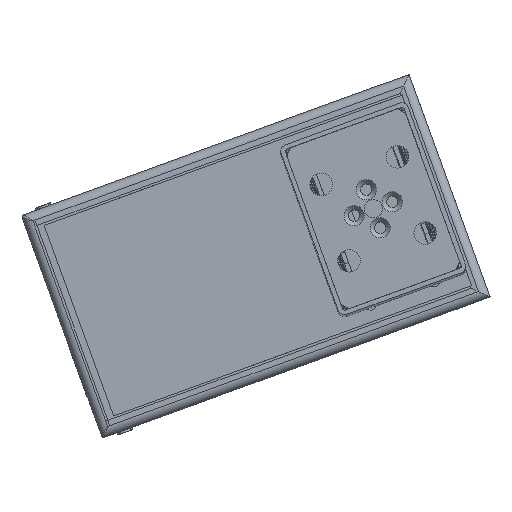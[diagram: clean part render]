
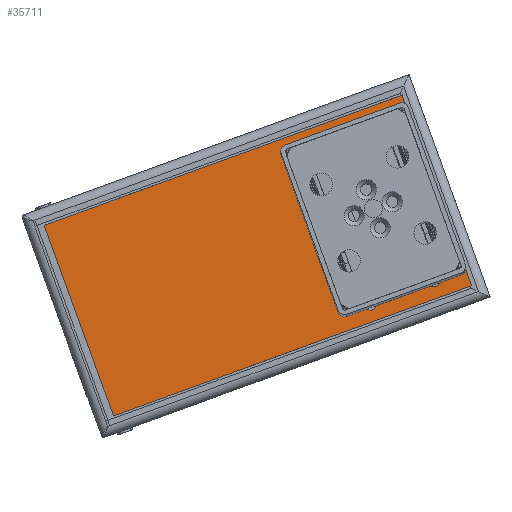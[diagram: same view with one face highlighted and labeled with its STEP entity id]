
A CAD part, top view. The second image highlights one B-rep face of the part: STEP entity #35711.
In plain terms, the highlighted face is planar.
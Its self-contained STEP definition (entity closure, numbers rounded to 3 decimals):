
#1924 = ORIENTED_EDGE ( 'NONE', *, *, #43432, .F. ) ;
#1926 = ORIENTED_EDGE ( 'NONE', *, *, #43465, .F. ) ;
#1928 = ORIENTED_EDGE ( 'NONE', *, *, #42121, .T. ) ;
#1929 = ORIENTED_EDGE ( 'NONE', *, *, #42123, .T. ) ;
#1930 = ORIENTED_EDGE ( 'NONE', *, *, #42119, .T. ) ;
#1931 = ORIENTED_EDGE ( 'NONE', *, *, #42122, .T. ) ;
#1932 = ORIENTED_EDGE ( 'NONE', *, *, #42117, .T. ) ;
#1933 = ORIENTED_EDGE ( 'NONE', *, *, #42118, .T. ) ;
#1934 = ORIENTED_EDGE ( 'NONE', *, *, #42115, .T. ) ;
#1935 = ORIENTED_EDGE ( 'NONE', *, *, #42120, .T. ) ;
#2004 = ORIENTED_EDGE ( 'NONE', *, *, #43464, .F. ) ;
#2006 = ORIENTED_EDGE ( 'NONE', *, *, #43418, .F. ) ;
#2007 = ORIENTED_EDGE ( 'NONE', *, *, #43467, .F. ) ;
#2009 = ORIENTED_EDGE ( 'NONE', *, *, #43446, .F. ) ;
#2010 = ORIENTED_EDGE ( 'NONE', *, *, #43463, .F. ) ;
#2011 = ORIENTED_EDGE ( 'NONE', *, *, #43460, .F. ) ;
#5041 = CARTESIAN_POINT ( 'NONE',  ( 139., 7., -45. ) ) ;
#5049 = PLANE ( 'NONE',  #36704 ) ;
#5058 = DIRECTION ( 'NONE',  ( 0., -1., 0. ) ) ;
#5059 = DIRECTION ( 'NONE',  ( 0., 0., -1. ) ) ;
#5889 = FACE_BOUND ( 'NONE', #37900, .T. ) ;
#5891 = FACE_BOUND ( 'NONE', #37869, .T. ) ;
#5893 = FACE_OUTER_BOUND ( 'NONE', #37866, .T. ) ;
#5894 = FACE_BOUND ( 'NONE', #37865, .T. ) ;
#5896 = FACE_BOUND ( 'NONE', #37868, .T. ) ;
#5898 = FACE_BOUND ( 'NONE', #37867, .T. ) ;
#12121 = CARTESIAN_POINT ( 'NONE',  ( 15., 7., -37.5 ) ) ;
#12124 = CARTESIAN_POINT ( 'NONE',  ( -15., 7., 37.5 ) ) ;
#12127 = DIRECTION ( 'NONE',  ( 0., -1., 0. ) ) ;
#12129 = DIRECTION ( 'NONE',  ( 0., 0., -1. ) ) ;
#12132 = CARTESIAN_POINT ( 'NONE',  ( 15., 7., 37.5 ) ) ;
#12140 = CARTESIAN_POINT ( 'NONE',  ( -15., 7., -37.5 ) ) ;
#12145 = DIRECTION ( 'NONE',  ( 0., -1., 0. ) ) ;
#12148 = DIRECTION ( 'NONE',  ( 0., 0., -1. ) ) ;
#12154 = DIRECTION ( 'NONE',  ( 0., -1., 0. ) ) ;
#12157 = DIRECTION ( 'NONE',  ( 0., 0., -1. ) ) ;
#12162 = CARTESIAN_POINT ( 'NONE',  ( -30., 7., -45. ) ) ;
#12164 = DIRECTION ( 'NONE',  ( 0., 0., 1. ) ) ;
#12171 = DIRECTION ( 'NONE',  ( 0., -1., 0. ) ) ;
#12174 = DIRECTION ( 'NONE',  ( 0., 0., -1. ) ) ;
#12178 = CARTESIAN_POINT ( 'NONE',  ( 139., 7., -45. ) ) ;
#12181 = DIRECTION ( 'NONE',  ( 0., 0., -1. ) ) ;
#12187 = CARTESIAN_POINT ( 'NONE',  ( -30., 7., -45. ) ) ;
#12190 = DIRECTION ( 'NONE',  ( -1., 0., 0. ) ) ;
#12194 = CARTESIAN_POINT ( 'NONE',  ( -30., 7., 45. ) ) ;
#12197 = DIRECTION ( 'NONE',  ( 1., 0., 0. ) ) ;
#14276 = AXIS2_PLACEMENT_3D ( 'NONE', #12121, #12127, #12129 ) ;
#14278 = AXIS2_PLACEMENT_3D ( 'NONE', #12140, #12171, #12174 ) ;
#14284 = AXIS2_PLACEMENT_3D ( 'NONE', #12124, #12145, #12148 ) ;
#14286 = AXIS2_PLACEMENT_3D ( 'NONE', #12132, #12154, #12157 ) ;
#15057 = AXIS2_PLACEMENT_3D ( 'NONE', #26226, #26227, #26228 ) ;
#15059 = AXIS2_PLACEMENT_3D ( 'NONE', #26214, #26221, #26222 ) ;
#15062 = AXIS2_PLACEMENT_3D ( 'NONE', #26223, #26224, #26225 ) ;
#15068 = AXIS2_PLACEMENT_3D ( 'NONE', #26220, #26233, #26234 ) ;
#16402 = LINE ( 'NONE', #12178, #16411 ) ;
#16403 = LINE ( 'NONE', #12162, #16408 ) ;
#16404 = LINE ( 'NONE', #12187, #16414 ) ;
#16405 = CIRCLE ( 'NONE', #14276, 2.5 ) ;
#16407 = CIRCLE ( 'NONE', #14284, 2.5 ) ;
#16408 = VECTOR ( 'NONE', #12164, 1000. ) ;
#16409 = CIRCLE ( 'NONE', #14286, 2.5 ) ;
#16411 = VECTOR ( 'NONE', #12181, 1000. ) ;
#16412 = CIRCLE ( 'NONE', #14278, 2.5 ) ;
#16414 = VECTOR ( 'NONE', #12190, 1000. ) ;
#16415 = LINE ( 'NONE', #12194, #16416 ) ;
#16416 = VECTOR ( 'NONE', #12197, 1000. ) ;
#23737 = LINE ( 'NONE', #26117, #23746 ) ;
#23746 = VECTOR ( 'NONE', #26125, 1000. ) ;
#23785 = LINE ( 'NONE', #26147, #23796 ) ;
#23796 = VECTOR ( 'NONE', #26155, 1000. ) ;
#23826 = LINE ( 'NONE', #26177, #23834 ) ;
#23834 = VECTOR ( 'NONE', #26185, 1000. ) ;
#23866 = LINE ( 'NONE', #26207, #23875 ) ;
#23875 = VECTOR ( 'NONE', #26215, 1000. ) ;
#23890 = CIRCLE ( 'NONE', #15059, 3. ) ;
#23891 = CIRCLE ( 'NONE', #15062, 3. ) ;
#23894 = CIRCLE ( 'NONE', #15057, 3. ) ;
#23900 = CIRCLE ( 'NONE', #15068, 3. ) ;
#26117 = CARTESIAN_POINT ( 'NONE',  ( 20., 7., -27. ) ) ;
#26125 = DIRECTION ( 'NONE',  ( 0., 0., -1. ) ) ;
#26147 = CARTESIAN_POINT ( 'NONE',  ( -17., 7., -30. ) ) ;
#26155 = DIRECTION ( 'NONE',  ( -1., 0., 0. ) ) ;
#26177 = CARTESIAN_POINT ( 'NONE',  ( -20., 7., 27. ) ) ;
#26185 = DIRECTION ( 'NONE',  ( 0., 0., 1. ) ) ;
#26207 = CARTESIAN_POINT ( 'NONE',  ( 17., 7., 30. ) ) ;
#26214 = CARTESIAN_POINT ( 'NONE',  ( -17., 7., 27. ) ) ;
#26215 = DIRECTION ( 'NONE',  ( 1., 0., 0. ) ) ;
#26220 = CARTESIAN_POINT ( 'NONE',  ( 17., 7., 27. ) ) ;
#26221 = DIRECTION ( 'NONE',  ( 0., 1., 0. ) ) ;
#26222 = DIRECTION ( 'NONE',  ( 0., 0., 1. ) ) ;
#26223 = CARTESIAN_POINT ( 'NONE',  ( 17., 7., -27. ) ) ;
#26224 = DIRECTION ( 'NONE',  ( 0., 1., 0. ) ) ;
#26225 = DIRECTION ( 'NONE',  ( 0., 0., 1. ) ) ;
#26226 = CARTESIAN_POINT ( 'NONE',  ( -17., 7., -27. ) ) ;
#26227 = DIRECTION ( 'NONE',  ( 0., 1., 0. ) ) ;
#26228 = DIRECTION ( 'NONE',  ( 0., 0., 1. ) ) ;
#26233 = DIRECTION ( 'NONE',  ( 0., 1., 0. ) ) ;
#26234 = DIRECTION ( 'NONE',  ( 0., 0., 1. ) ) ;
#26977 = VERTEX_POINT ( 'NONE', #26978 ) ;
#26978 = CARTESIAN_POINT ( 'NONE',  ( 15., 7., -40. ) ) ;
#26981 = VERTEX_POINT ( 'NONE', #26982 ) ;
#26982 = CARTESIAN_POINT ( 'NONE',  ( -15., 7., 35. ) ) ;
#26983 = VERTEX_POINT ( 'NONE', #26984 ) ;
#26984 = CARTESIAN_POINT ( 'NONE',  ( 15., 7., 35. ) ) ;
#26985 = VERTEX_POINT ( 'NONE', #26986 ) ;
#26986 = CARTESIAN_POINT ( 'NONE',  ( -15., 7., -40. ) ) ;
#29867 = CARTESIAN_POINT ( 'NONE',  ( -17., 7., 30. ) ) ;
#29882 = CARTESIAN_POINT ( 'NONE',  ( 17., 7., 30. ) ) ;
#29895 = CARTESIAN_POINT ( 'NONE',  ( -30., 7., -45. ) ) ;
#29898 = CARTESIAN_POINT ( 'NONE',  ( 139., 7., -45. ) ) ;
#29901 = CARTESIAN_POINT ( 'NONE',  ( 139., 7., 45. ) ) ;
#29928 = CARTESIAN_POINT ( 'NONE',  ( 20., 7., 27. ) ) ;
#29937 = CARTESIAN_POINT ( 'NONE',  ( -17., 7., -30. ) ) ;
#29949 = CARTESIAN_POINT ( 'NONE',  ( -20., 7., 27. ) ) ;
#29956 = CARTESIAN_POINT ( 'NONE',  ( -20., 7., -27. ) ) ;
#30070 = CARTESIAN_POINT ( 'NONE',  ( 20., 7., -27. ) ) ;
#30138 = CARTESIAN_POINT ( 'NONE',  ( -30., 7., 45. ) ) ;
#30174 = CARTESIAN_POINT ( 'NONE',  ( 17., 7., -30. ) ) ;
#33150 = VERTEX_POINT ( 'NONE', #29867 ) ;
#33165 = VERTEX_POINT ( 'NONE', #29882 ) ;
#33178 = VERTEX_POINT ( 'NONE', #29895 ) ;
#33181 = VERTEX_POINT ( 'NONE', #29898 ) ;
#33184 = VERTEX_POINT ( 'NONE', #29901 ) ;
#33211 = VERTEX_POINT ( 'NONE', #29928 ) ;
#33220 = VERTEX_POINT ( 'NONE', #29937 ) ;
#33232 = VERTEX_POINT ( 'NONE', #29949 ) ;
#33239 = VERTEX_POINT ( 'NONE', #29956 ) ;
#33353 = VERTEX_POINT ( 'NONE', #30070 ) ;
#33421 = VERTEX_POINT ( 'NONE', #30138 ) ;
#33457 = VERTEX_POINT ( 'NONE', #30174 ) ;
#35711 = ADVANCED_FACE ( 'NONE', ( #5889, #5891, #5896, #5898, #5893, #5894 ), #5049, .F. ) ;
#36704 = AXIS2_PLACEMENT_3D ( 'NONE', #5041, #5058, #5059 ) ;
#37865 = EDGE_LOOP ( 'NONE', ( #1926, #1924, #2004, #2006, #2007, #2011, #2010, #2009 ) ) ;
#37866 = EDGE_LOOP ( 'NONE', ( #1931, #1930, #1929, #1928 ) ) ;
#37867 = EDGE_LOOP ( 'NONE', ( #1932 ) ) ;
#37868 = EDGE_LOOP ( 'NONE', ( #1933 ) ) ;
#37869 = EDGE_LOOP ( 'NONE', ( #1934 ) ) ;
#37900 = EDGE_LOOP ( 'NONE', ( #1935 ) ) ;
#42115 = EDGE_CURVE ( 'NONE', #26977, #26977, #16405, .T. ) ;
#42117 = EDGE_CURVE ( 'NONE', #26981, #26981, #16407, .T. ) ;
#42118 = EDGE_CURVE ( 'NONE', #26983, #26983, #16409, .T. ) ;
#42119 = EDGE_CURVE ( 'NONE', #33178, #33421, #16403, .T. ) ;
#42120 = EDGE_CURVE ( 'NONE', #26985, #26985, #16412, .T. ) ;
#42121 = EDGE_CURVE ( 'NONE', #33184, #33181, #16402, .T. ) ;
#42122 = EDGE_CURVE ( 'NONE', #33181, #33178, #16404, .T. ) ;
#42123 = EDGE_CURVE ( 'NONE', #33421, #33184, #16415, .T. ) ;
#43418 = EDGE_CURVE ( 'NONE', #33211, #33353, #23737, .T. ) ;
#43432 = EDGE_CURVE ( 'NONE', #33457, #33220, #23785, .T. ) ;
#43446 = EDGE_CURVE ( 'NONE', #33239, #33232, #23826, .T. ) ;
#43460 = EDGE_CURVE ( 'NONE', #33150, #33165, #23866, .T. ) ;
#43463 = EDGE_CURVE ( 'NONE', #33232, #33150, #23890, .T. ) ;
#43464 = EDGE_CURVE ( 'NONE', #33353, #33457, #23891, .T. ) ;
#43465 = EDGE_CURVE ( 'NONE', #33220, #33239, #23894, .T. ) ;
#43467 = EDGE_CURVE ( 'NONE', #33165, #33211, #23900, .T. ) ;
